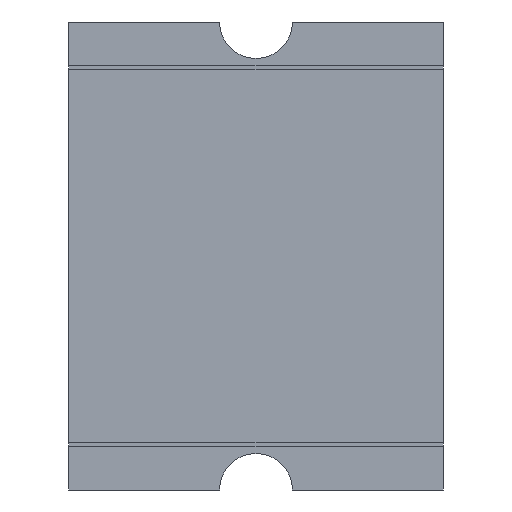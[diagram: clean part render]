
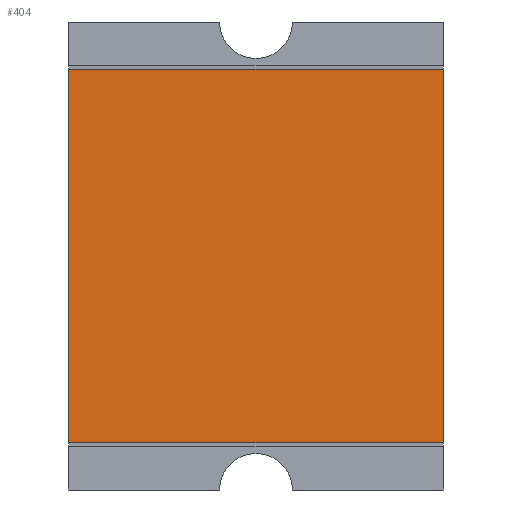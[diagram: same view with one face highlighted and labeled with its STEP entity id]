
A CAD part, front view. The second image highlights one B-rep face of the part: STEP entity #404.
In plain terms, the highlighted planar face has unit normal (0, -1, 0).
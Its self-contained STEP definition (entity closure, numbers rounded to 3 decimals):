
#1=DIRECTION('',(1.,0.,0.));
#2=VECTOR('',#1,2.575);
#3=CARTESIAN_POINT('',(-1.288,0.,1.283));
#4=LINE('',#3,#2);
#5=DIRECTION('',(0.,0.,-1.));
#6=VECTOR('',#5,2.565);
#7=CARTESIAN_POINT('',(1.288,0.,1.283));
#8=LINE('',#7,#6);
#9=DIRECTION('',(1.,0.,0.));
#10=VECTOR('',#9,2.575);
#11=CARTESIAN_POINT('',(-1.288,0.,-1.283));
#12=LINE('',#11,#10);
#13=DIRECTION('',(0.,0.,1.));
#14=VECTOR('',#13,2.565);
#15=CARTESIAN_POINT('',(-1.288,0.,-1.283));
#16=LINE('',#15,#14);
#357=CARTESIAN_POINT('',(-1.288,0.,1.283));
#358=CARTESIAN_POINT('',(1.288,0.,1.283));
#359=VERTEX_POINT('',#357);
#360=VERTEX_POINT('',#358);
#369=CARTESIAN_POINT('',(-1.288,0.,-1.283));
#370=CARTESIAN_POINT('',(1.288,0.,-1.283));
#371=VERTEX_POINT('',#369);
#372=VERTEX_POINT('',#370);
#389=CARTESIAN_POINT('',(0.,0.,0.));
#390=DIRECTION('',(0.,1.,0.));
#391=DIRECTION('',(0.,0.,1.));
#392=AXIS2_PLACEMENT_3D('',#389,#390,#391);
#393=PLANE('',#392);
#395=ORIENTED_EDGE('',*,*,#394,.T.);
#397=ORIENTED_EDGE('',*,*,#396,.T.);
#399=ORIENTED_EDGE('',*,*,#398,.F.);
#401=ORIENTED_EDGE('',*,*,#400,.T.);
#402=EDGE_LOOP('',(#395,#397,#399,#401));
#403=FACE_OUTER_BOUND('',#402,.F.);
#394=EDGE_CURVE('',#359,#360,#4,.T.);
#396=EDGE_CURVE('',#360,#372,#8,.T.);
#398=EDGE_CURVE('',#371,#372,#12,.T.);
#400=EDGE_CURVE('',#371,#359,#16,.T.);
#404=ADVANCED_FACE('',(#403),#393,.F.);
